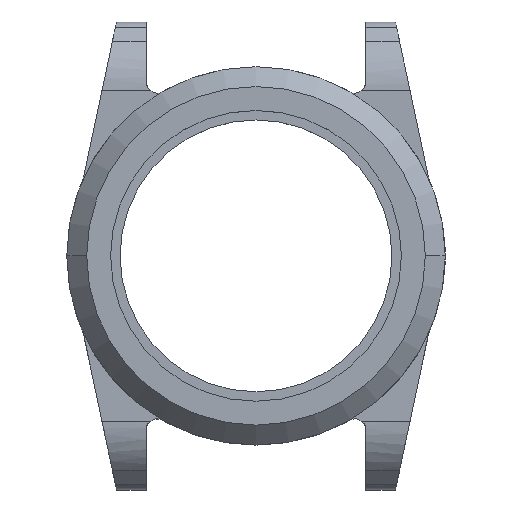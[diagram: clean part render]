
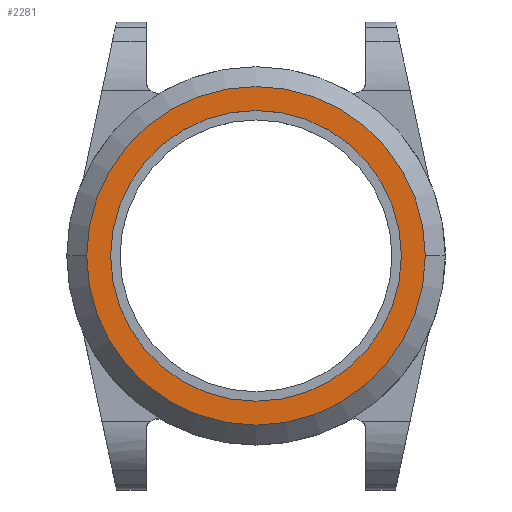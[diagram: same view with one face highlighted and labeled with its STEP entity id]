
A CAD part, top view. The second image highlights one B-rep face of the part: STEP entity #2281.
In plain terms, the highlighted free-form (B-spline) face has degree [1, 1] with [2, 2] control points.
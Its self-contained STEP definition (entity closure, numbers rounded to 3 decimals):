
#19=B_SPLINE_SURFACE_WITH_KNOTS('',1,1,((#3459,#3460),(#3461,#3462)),
 .PLANE_SURF.,.F.,.F.,.F.,(2,2),(2,2),(0.,1.),(0.,1.),.UNSPECIFIED.);
#627=ORIENTED_EDGE('',*,*,#1174,.T.);
#628=ORIENTED_EDGE('',*,*,#1342,.T.);
#629=ORIENTED_EDGE('',*,*,#1230,.F.);
#630=ORIENTED_EDGE('',*,*,#1341,.F.);
#1174=EDGE_CURVE('',#1550,#1549,#1797,.T.);
#1230=EDGE_CURVE('',#1597,#1598,#1816,.T.);
#1341=EDGE_CURVE('',#1598,#1597,#1865,.T.);
#1342=EDGE_CURVE('',#1549,#1550,#1866,.T.);
#1549=VERTEX_POINT('',#2817);
#1550=VERTEX_POINT('',#2819);
#1597=VERTEX_POINT('',#3083);
#1598=VERTEX_POINT('',#3084);
#1797=CIRCLE('',#2399,17.);
#1816=CIRCLE('',#2424,14.6);
#1865=CIRCLE('',#2473,14.6);
#1866=CIRCLE('',#2474,17.);
#1928=EDGE_LOOP('',(#627,#628));
#1929=EDGE_LOOP('',(#629,#630));
#2076=FACE_BOUND('',#1928,.T.);
#2077=FACE_BOUND('',#1929,.T.);
#2281=ADVANCED_FACE('',(#2076,#2077),#19,.T.);
#2399=AXIS2_PLACEMENT_3D('',#2818,#2515,#2516);
#2424=AXIS2_PLACEMENT_3D('',#3082,#2565,#2566);
#2473=AXIS2_PLACEMENT_3D('',#3458,#2689,#2690);
#2474=AXIS2_PLACEMENT_3D('',#3463,#2691,#2692);
#2515=DIRECTION('',(0.,0.,1.));
#2516=DIRECTION('',(1.,0.,0.));
#2565=DIRECTION('',(0.,0.,1.));
#2566=DIRECTION('',(1.,0.,0.));
#2689=DIRECTION('',(0.,0.,1.));
#2690=DIRECTION('',(1.,0.,0.));
#2691=DIRECTION('',(0.,0.,1.));
#2692=DIRECTION('',(1.,0.,0.));
#2817=CARTESIAN_POINT('',(17.,0.,7.27));
#2818=CARTESIAN_POINT('',(0.,0.,7.27));
#2819=CARTESIAN_POINT('',(-17.,0.,7.27));
#3082=CARTESIAN_POINT('',(0.,0.,7.27));
#3083=CARTESIAN_POINT('',(-14.6,0.,7.27));
#3084=CARTESIAN_POINT('',(14.6,0.,7.27));
#3458=CARTESIAN_POINT('',(0.,0.,7.27));
#3459=CARTESIAN_POINT('',(-18.924,-18.924,7.27));
#3460=CARTESIAN_POINT('',(-18.924,18.924,7.27));
#3461=CARTESIAN_POINT('',(18.924,-18.924,7.27));
#3462=CARTESIAN_POINT('',(18.924,18.924,7.27));
#3463=CARTESIAN_POINT('',(0.,0.,7.27));
